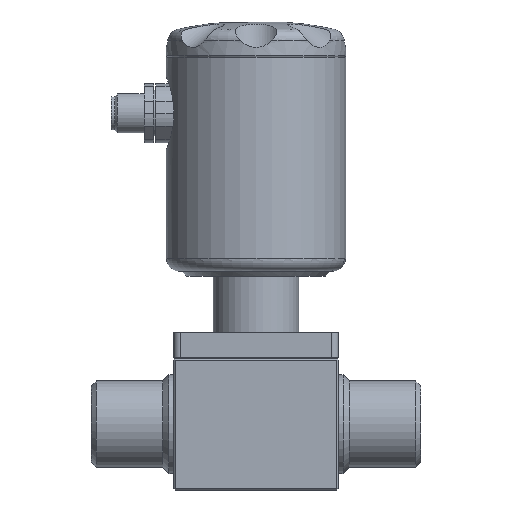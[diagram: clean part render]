
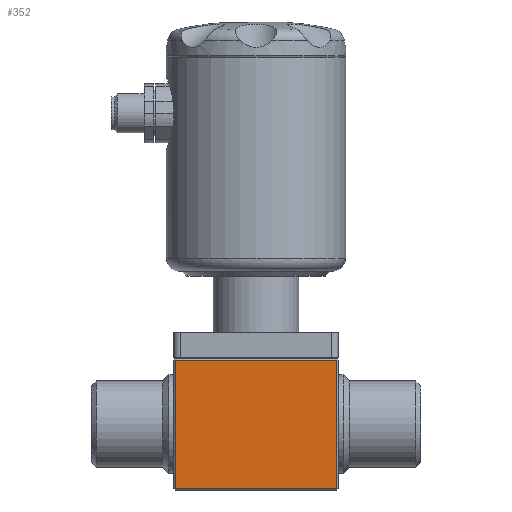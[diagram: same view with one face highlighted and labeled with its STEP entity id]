
A CAD part, left-side view. The second image highlights one B-rep face of the part: STEP entity #352.
In plain terms, the highlighted planar face has unit normal (-1, 0, 0).
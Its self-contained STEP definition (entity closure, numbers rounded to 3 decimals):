
#352 = ADVANCED_FACE( 'NONE', ( #977 ), #978, .F. );
#977 = FACE_OUTER_BOUND( '', #1966, .T. );
#978 = PLANE( '', #1967 );
#1966 = EDGE_LOOP( '', ( #3042, #3043, #3044, #3045 ) );
#1967 = AXIS2_PLACEMENT_3D( '', #3046, #3047, #3048 );
#3042 = ORIENTED_EDGE( '', *, *, #5288, .T. );
#3043 = ORIENTED_EDGE( '', *, *, #5289, .T. );
#3044 = ORIENTED_EDGE( '', *, *, #5290, .T. );
#3045 = ORIENTED_EDGE( '', *, *, #5291, .T. );
#3046 = CARTESIAN_POINT( '', ( -20., 25., -20. ) );
#3047 = DIRECTION( '', ( 1., 0., 0. ) );
#3048 = DIRECTION( '', ( 0., 0., 1. ) );
#5288 = EDGE_CURVE( 'NONE', #6231, #6232, #6233, .T. );
#5289 = EDGE_CURVE( 'NONE', #6232, #6234, #6235, .T. );
#5290 = EDGE_CURVE( 'NONE', #6234, #6236, #6237, .T. );
#5291 = EDGE_CURVE( 'NONE', #6236, #6231, #6238, .T. );
#6231 = VERTEX_POINT( 'NONE', #7682 );
#6232 = VERTEX_POINT( 'NONE', #7683 );
#6233 = LINE( '', #7684, #7685 );
#6234 = VERTEX_POINT( 'NONE', #7686 );
#6235 = LINE( '', #7687, #7688 );
#6236 = VERTEX_POINT( 'NONE', #7689 );
#6237 = LINE( '', #7690, #7691 );
#6238 = LINE( '', #7692, #7693 );
#7682 = CARTESIAN_POINT( '', ( -20., -24.5, 19.5 ) );
#7683 = CARTESIAN_POINT( '', ( -20., 24.5, 19.5 ) );
#7684 = CARTESIAN_POINT( '', ( -20., 25., 19.5 ) );
#7685 = VECTOR( '', #9738, 1000. );
#7686 = CARTESIAN_POINT( '', ( -20., 24.5, -19.5 ) );
#7687 = CARTESIAN_POINT( '', ( -20., 24.5, -20. ) );
#7688 = VECTOR( '', #9739, 1000. );
#7689 = CARTESIAN_POINT( '', ( -20., -24.5, -19.5 ) );
#7690 = CARTESIAN_POINT( '', ( -20., 25., -19.5 ) );
#7691 = VECTOR( '', #9740, 1000. );
#7692 = CARTESIAN_POINT( '', ( -20., -24.5, 20. ) );
#7693 = VECTOR( '', #9741, 1000. );
#9738 = DIRECTION( '', ( 0., 1., 0. ) );
#9739 = DIRECTION( '', ( 0., 0., -1. ) );
#9740 = DIRECTION( '', ( 0., -1., 0. ) );
#9741 = DIRECTION( '', ( 0., 0., 1. ) );
